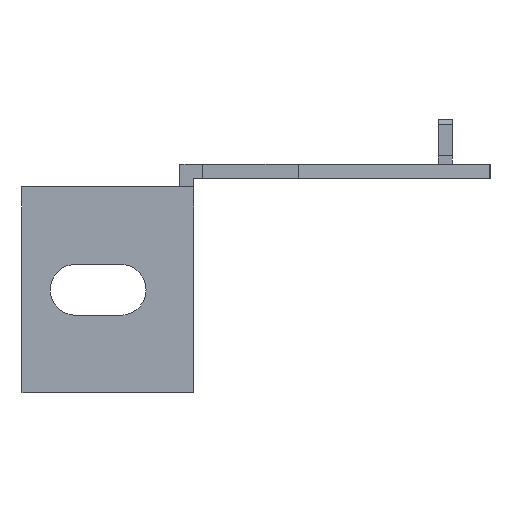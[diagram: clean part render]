
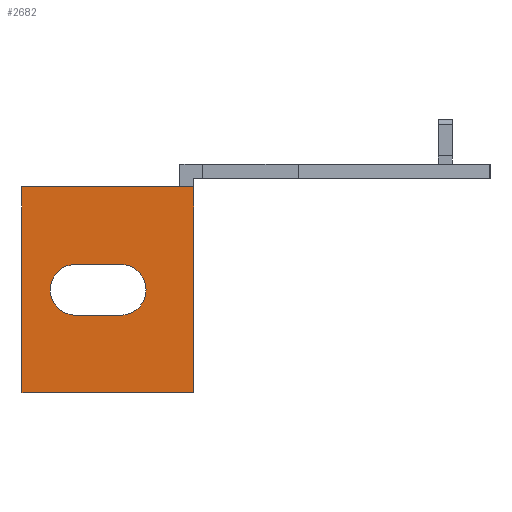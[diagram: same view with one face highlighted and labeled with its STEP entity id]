
A CAD part, left-side view. The second image highlights one B-rep face of the part: STEP entity #2682.
In plain terms, the highlighted planar face has unit normal (-1, 0, 0).
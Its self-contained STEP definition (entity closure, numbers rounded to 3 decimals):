
#63 = CARTESIAN_POINT ( 'NONE',  ( -203., 28., 18.25 ) ) ;
#82 = AXIS2_PLACEMENT_3D ( 'NONE', #990, #985, #979 ) ;
#130 = CARTESIAN_POINT ( 'NONE',  ( -203., 18.5, -4.5 ) ) ;
#133 = VERTEX_POINT ( 'NONE', #635 ) ;
#330 = LINE ( 'NONE', #567, #415 ) ;
#373 = CARTESIAN_POINT ( 'NONE',  ( -203., 1.5, -18.25 ) ) ;
#415 = VECTOR ( 'NONE', #556, 1000. ) ;
#450 = CARTESIAN_POINT ( 'NONE',  ( -203., 28., 18.25 ) ) ;
#457 = DIRECTION ( 'NONE',  ( 0., 0., -1. ) ) ;
#556 = DIRECTION ( 'NONE',  ( 0., 0., -1. ) ) ;
#567 = CARTESIAN_POINT ( 'NONE',  ( -203., -2.5, 18.25 ) ) ;
#600 = CIRCLE ( 'NONE', #1996, 4.5 ) ;
#635 = CARTESIAN_POINT ( 'NONE',  ( -203., -2.5, -18.25 ) ) ;
#676 = CARTESIAN_POINT ( 'NONE',  ( -203., 28., -18.25 ) ) ;
#690 = DIRECTION ( 'NONE',  ( 0., -1., 0. ) ) ;
#698 = DIRECTION ( 'NONE',  ( 0., -1., 0. ) ) ;
#712 = CARTESIAN_POINT ( 'NONE',  ( -203., -2.5, 18.25 ) ) ;
#808 = CARTESIAN_POINT ( 'NONE',  ( -203., 10.5, 4.5 ) ) ;
#887 = VECTOR ( 'NONE', #690, 1000. ) ;
#889 = CARTESIAN_POINT ( 'NONE',  ( -203., 18.5, 4.5 ) ) ;
#979 = DIRECTION ( 'NONE',  ( 0., 0., -1. ) ) ;
#985 = DIRECTION ( 'NONE',  ( 1., 0., 0. ) ) ;
#990 = CARTESIAN_POINT ( 'NONE',  ( -203., 18.5, 0. ) ) ;
#1019 = VECTOR ( 'NONE', #698, 1000. ) ;
#1046 = LINE ( 'NONE', #676, #887 ) ;
#1073 = FACE_OUTER_BOUND ( 'NONE', #1501, .T. ) ;
#1096 = AXIS2_PLACEMENT_3D ( 'NONE', #1937, #1929, #1924 ) ;
#1196 = LINE ( 'NONE', #808, #1019 ) ;
#1268 = FACE_BOUND ( 'NONE', #2245, .T. ) ;
#1407 = VERTEX_POINT ( 'NONE', #889 ) ;
#1462 = CARTESIAN_POINT ( 'NONE',  ( -203., 10.5, -4.5 ) ) ;
#1487 = DIRECTION ( 'NONE',  ( 0., 1., 0. ) ) ;
#1501 = EDGE_LOOP ( 'NONE', ( #3172, #3228, #2967, #2777, #2554, #2473 ) ) ;
#1575 = DIRECTION ( 'NONE',  ( 0., 0., -1. ) ) ;
#1578 = DIRECTION ( 'NONE',  ( 1., 0., 0. ) ) ;
#1583 = CARTESIAN_POINT ( 'NONE',  ( -203., 10.5, 0. ) ) ;
#1600 = LINE ( 'NONE', #2206, #2169 ) ;
#1657 = VECTOR ( 'NONE', #3120, 1000. ) ;
#1722 = VERTEX_POINT ( 'NONE', #2787 ) ;
#1778 = CARTESIAN_POINT ( 'NONE',  ( -203., 10.5, -4.5 ) ) ;
#1890 = CARTESIAN_POINT ( 'NONE',  ( -203., 10.5, 4.5 ) ) ;
#1903 = LINE ( 'NONE', #3110, #1657 ) ;
#1924 = DIRECTION ( 'NONE',  ( 0., 0., -1. ) ) ;
#1929 = DIRECTION ( 'NONE',  ( -1., 0., 0. ) ) ;
#1934 = PLANE ( 'NONE',  #1096 ) ;
#1937 = CARTESIAN_POINT ( 'NONE',  ( -203., 28., 18.25 ) ) ;
#1996 = AXIS2_PLACEMENT_3D ( 'NONE', #1583, #1578, #1575 ) ;
#2019 = CARTESIAN_POINT ( 'NONE',  ( -203., 0., -18.25 ) ) ;
#2025 = DIRECTION ( 'NONE',  ( 0., -1., 0. ) ) ;
#2169 = VECTOR ( 'NONE', #2234, 1000. ) ;
#2206 = CARTESIAN_POINT ( 'NONE',  ( -203., 28., 18.25 ) ) ;
#2234 = DIRECTION ( 'NONE',  ( 0., -1., 0. ) ) ;
#2245 = EDGE_LOOP ( 'NONE', ( #2808, #2820, #2867, #3096 ) ) ;
#2347 = EDGE_CURVE ( 'NONE', #1722, #3054, #1903, .T. ) ;
#2473 = ORIENTED_EDGE ( 'NONE', *, *, #3182, .T. ) ;
#2508 = LINE ( 'NONE', #2019, #3831 ) ;
#2554 = ORIENTED_EDGE ( 'NONE', *, *, #2574, .F. ) ;
#2574 = EDGE_CURVE ( 'NONE', #3412, #1722, #1600, .T. ) ;
#2655 = EDGE_CURVE ( 'NONE', #3573, #133, #2508, .T. ) ;
#2682 = ADVANCED_FACE ( 'NONE', ( #1268, #1073 ), #1934, .T. ) ;
#2729 = VERTEX_POINT ( 'NONE', #1778 ) ;
#2777 = ORIENTED_EDGE ( 'NONE', *, *, #2347, .F. ) ;
#2782 = VECTOR ( 'NONE', #457, 1000. ) ;
#2787 = CARTESIAN_POINT ( 'NONE',  ( -203., 1.5, 18.25 ) ) ;
#2808 = ORIENTED_EDGE ( 'NONE', *, *, #2827, .T. ) ;
#2820 = ORIENTED_EDGE ( 'NONE', *, *, #2880, .T. ) ;
#2827 = EDGE_CURVE ( 'NONE', #3834, #2729, #600, .T. ) ;
#2867 = ORIENTED_EDGE ( 'NONE', *, *, #2932, .T. ) ;
#2880 = EDGE_CURVE ( 'NONE', #2729, #3374, #3651, .T. ) ;
#2932 = EDGE_CURVE ( 'NONE', #3374, #1407, #3516, .T. ) ;
#2967 = ORIENTED_EDGE ( 'NONE', *, *, #3123, .F. ) ;
#3053 = EDGE_CURVE ( 'NONE', #1407, #3834, #1196, .T. ) ;
#3054 = VERTEX_POINT ( 'NONE', #712 ) ;
#3073 = EDGE_CURVE ( 'NONE', #3582, #3573, #1046, .T. ) ;
#3096 = ORIENTED_EDGE ( 'NONE', *, *, #3053, .T. ) ;
#3110 = CARTESIAN_POINT ( 'NONE',  ( -203., 28., 18.25 ) ) ;
#3120 = DIRECTION ( 'NONE',  ( 0., -1., 0. ) ) ;
#3123 = EDGE_CURVE ( 'NONE', #3054, #133, #330, .T. ) ;
#3172 = ORIENTED_EDGE ( 'NONE', *, *, #3073, .T. ) ;
#3182 = EDGE_CURVE ( 'NONE', #3412, #3582, #3475, .T. ) ;
#3228 = ORIENTED_EDGE ( 'NONE', *, *, #2655, .T. ) ;
#3374 = VERTEX_POINT ( 'NONE', #130 ) ;
#3412 = VERTEX_POINT ( 'NONE', #63 ) ;
#3475 = LINE ( 'NONE', #450, #2782 ) ;
#3516 = CIRCLE ( 'NONE', #82, 4.5 ) ;
#3554 = VECTOR ( 'NONE', #1487, 1000. ) ;
#3573 = VERTEX_POINT ( 'NONE', #373 ) ;
#3582 = VERTEX_POINT ( 'NONE', #3778 ) ;
#3651 = LINE ( 'NONE', #1462, #3554 ) ;
#3778 = CARTESIAN_POINT ( 'NONE',  ( -203., 28., -18.25 ) ) ;
#3831 = VECTOR ( 'NONE', #2025, 1000. ) ;
#3834 = VERTEX_POINT ( 'NONE', #1890 ) ;
